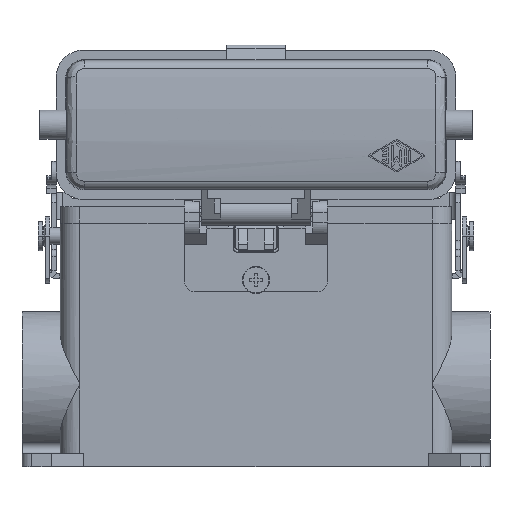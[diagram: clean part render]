
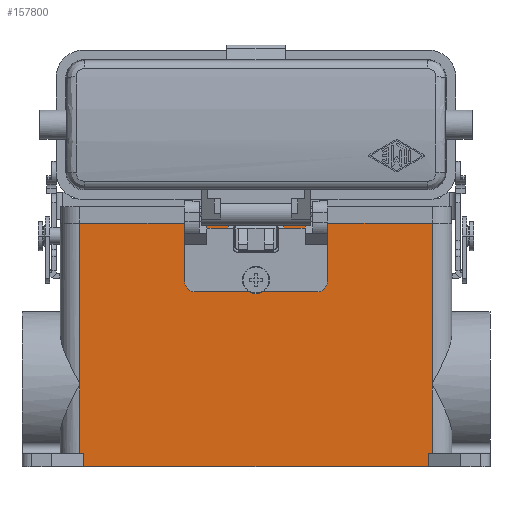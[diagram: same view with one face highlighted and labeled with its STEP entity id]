
A CAD part, left-side view. The second image highlights one B-rep face of the part: STEP entity #157800.
In plain terms, the highlighted face is planar.
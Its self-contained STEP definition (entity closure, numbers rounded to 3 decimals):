
#26930=CARTESIAN_POINT('',(-8.5,22.25,4.));
#26940=VERTEX_POINT('',#26930);
#26970=CARTESIAN_POINT('',(-8.5,22.25,0.));
#26980=DIRECTION('',(0.,0.,-1.));
#26990=VECTOR('',#26980,1.);
#27000=LINE('',#26970,#26990);
#27010=CARTESIAN_POINT('',(-8.5,22.25,2.4));
#27020=VERTEX_POINT('',#27010);
#27030=EDGE_CURVE('',#26940,#27020,#27000,.T.);
#42830=CARTESIAN_POINT('',(-18.9,22.25,-17.1));
#42840=VERTEX_POINT('',#42830);
#42870=CARTESIAN_POINT('',(0.,22.25,-17.1));
#42880=DIRECTION('',(1.,0.,0.));
#42890=VECTOR('',#42880,1.);
#42900=LINE('',#42870,#42890);
#42910=CARTESIAN_POINT('',(18.9,22.25,-17.1));
#42920=VERTEX_POINT('',#42910);
#42930=EDGE_CURVE('',#42840,#42920,#42900,.T.);
#49340=CARTESIAN_POINT('',(21.9,22.25,-14.1));
#49350=VERTEX_POINT('',#49340);
#49460=CARTESIAN_POINT('',(18.9,22.25,-14.1));
#49470=DIRECTION('',(0.,1.,0.));
#49480=DIRECTION('',(1.,0.,0.));
#49490=AXIS2_PLACEMENT_3D('',#49460,#49470,#49480);
#49500=CIRCLE('',#49490,3.);
#49510=EDGE_CURVE('',#49350,#42920,#49500,.T.);
#75040=CARTESIAN_POINT('',(54.25,22.25,-67.));
#75050=VERTEX_POINT('',#75040);
#75080=CARTESIAN_POINT('',(53.,22.25,-67.));
#75090=DIRECTION('',(1.,0.,0.));
#75100=VECTOR('',#75090,1.25);
#75110=LINE('',#75080,#75100);
#75120=CARTESIAN_POINT('',(53.,22.25,-67.));
#75130=VERTEX_POINT('',#75120);
#75140=EDGE_CURVE('',#75130,#75050,#75110,.T.);
#79720=CARTESIAN_POINT('',(-54.25,22.25,-45.5));
#79730=VERTEX_POINT('',#79720);
#79760=CARTESIAN_POINT('',(-54.25,22.25,-71.));
#79770=DIRECTION('',(0.,0.,1.));
#79780=VECTOR('',#79770,1.);
#79790=LINE('',#79760,#79780);
#79800=CARTESIAN_POINT('',(-54.25,22.25,4.));
#79810=VERTEX_POINT('',#79800);
#79820=EDGE_CURVE('',#79730,#79810,#79790,.T.);
#80390=CARTESIAN_POINT('',(-21.9,22.25,-14.1));
#80400=VERTEX_POINT('',#80390);
#80430=CARTESIAN_POINT('',(-18.9,22.25,-14.1));
#80440=DIRECTION('',(0.,-1.,0.));
#80450=DIRECTION('',(-1.,0.,0.));
#80460=AXIS2_PLACEMENT_3D('',#80430,#80440,#80450);
#80470=CIRCLE('',#80460,3.);
#80480=EDGE_CURVE('',#80400,#42840,#80470,.T.);
#89270=CARTESIAN_POINT('',(21.9,22.25,2.4));
#89280=VERTEX_POINT('',#89270);
#89310=CARTESIAN_POINT('',(0.,22.25,2.4));
#89320=DIRECTION('',(-1.,0.,0.));
#89330=VECTOR('',#89320,1.);
#89340=LINE('',#89310,#89330);
#89350=CARTESIAN_POINT('',(8.5,22.25,2.4));
#89360=VERTEX_POINT('',#89350);
#89370=EDGE_CURVE('',#89280,#89360,#89340,.T.);
#106570=CARTESIAN_POINT('',(-21.9,22.25,2.4));
#106580=VERTEX_POINT('',#106570);
#106700=CARTESIAN_POINT('',(0.,22.25,2.4));
#106710=DIRECTION('',(-1.,0.,0.));
#106720=VECTOR('',#106710,1.);
#106730=LINE('',#106700,#106720);
#106740=EDGE_CURVE('',#27020,#106580,#106730,.T.);
#115290=CARTESIAN_POINT('',(21.9,22.25,0.));
#115300=DIRECTION('',(0.,0.,1.));
#115310=VECTOR('',#115300,1.);
#115320=LINE('',#115290,#115310);
#115330=EDGE_CURVE('',#49350,#89280,#115320,.T.);
#125360=CARTESIAN_POINT('',(-53.,22.25,-67.));
#125370=VERTEX_POINT('',#125360);
#125400=CARTESIAN_POINT('',(-54.25,22.25,-67.));
#125410=DIRECTION('',(1.,0.,0.));
#125420=VECTOR('',#125410,1.25);
#125430=LINE('',#125400,#125420);
#125440=CARTESIAN_POINT('',(-54.25,22.25,-67.));
#125450=VERTEX_POINT('',#125440);
#125460=EDGE_CURVE('',#125450,#125370,#125430,.T.);
#127380=CARTESIAN_POINT('',(53.,22.25,-71.));
#127390=VERTEX_POINT('',#127380);
#127420=CARTESIAN_POINT('',(-53.,22.25,-71.));
#127430=DIRECTION('',(1.,0.,0.));
#127440=VECTOR('',#127430,106.);
#127450=LINE('',#127420,#127440);
#127460=CARTESIAN_POINT('',(-53.,22.25,-71.));
#127470=VERTEX_POINT('',#127460);
#127480=EDGE_CURVE('',#127470,#127390,#127450,.T.);
#128770=CARTESIAN_POINT('',(54.25,22.25,-45.5));
#128780=VERTEX_POINT('',#128770);
#136590=CARTESIAN_POINT('',(54.25,22.25,4.));
#136600=VERTEX_POINT('',#136590);
#136630=CARTESIAN_POINT('',(54.25,22.25,-71.));
#136640=DIRECTION('',(0.,0.,1.));
#136650=VECTOR('',#136640,1.);
#136660=LINE('',#136630,#136650);
#136670=EDGE_CURVE('',#128780,#136600,#136660,.T.);
#136900=CARTESIAN_POINT('',(-54.25,22.25,4.));
#136910=DIRECTION('',(1.,0.,0.));
#136920=VECTOR('',#136910,108.5);
#136930=LINE('',#136900,#136920);
#136940=EDGE_CURVE('',#79810,#26940,#136930,.T.);
#137730=CARTESIAN_POINT('',(8.5,22.25,4.));
#137740=VERTEX_POINT('',#137730);
#137770=EDGE_CURVE('',#137740,#136600,#136930,.T.);
#157270=EDGE_CURVE('',#125450,#79730,#79790,.T.);
#157320=CARTESIAN_POINT('',(-53.,22.25,-71.));
#157330=DIRECTION('',(0.,1.,0.));
#157340=DIRECTION('',(0.,0.,1.));
#157350=AXIS2_PLACEMENT_3D('',#157320,#157330,#157340);
#157360=PLANE('',#157350);
#157370=ORIENTED_EDGE('',*,*,#75140,.F.);
#157380=EDGE_CURVE('',#75050,#128780,#136660,.T.);
#157390=ORIENTED_EDGE('',*,*,#157380,.F.);
#157400=ORIENTED_EDGE('',*,*,#136670,.F.);
#157410=ORIENTED_EDGE('',*,*,#137770,.T.);
#157420=CARTESIAN_POINT('',(8.5,22.25,0.));
#157430=DIRECTION('',(0.,0.,-1.));
#157440=VECTOR('',#157430,1.);
#157450=LINE('',#157420,#157440);
#157460=EDGE_CURVE('',#137740,#89360,#157450,.T.);
#157470=ORIENTED_EDGE('',*,*,#157460,.F.);
#157480=ORIENTED_EDGE('',*,*,#89370,.T.);
#157490=ORIENTED_EDGE('',*,*,#115330,.T.);
#157500=ORIENTED_EDGE('',*,*,#49510,.F.);
#157510=ORIENTED_EDGE('',*,*,#42930,.T.);
#157520=ORIENTED_EDGE('',*,*,#80480,.T.);
#157530=CARTESIAN_POINT('',(-21.9,22.25,0.));
#157540=DIRECTION('',(0.,0.,1.));
#157550=VECTOR('',#157540,1.);
#157560=LINE('',#157530,#157550);
#157570=EDGE_CURVE('',#80400,#106580,#157560,.T.);
#157580=ORIENTED_EDGE('',*,*,#157570,.F.);
#157590=ORIENTED_EDGE('',*,*,#106740,.T.);
#157600=ORIENTED_EDGE('',*,*,#27030,.T.);
#157610=ORIENTED_EDGE('',*,*,#136940,.T.);
#157620=ORIENTED_EDGE('',*,*,#79820,.T.);
#157630=ORIENTED_EDGE('',*,*,#157270,.T.);
#157640=ORIENTED_EDGE('',*,*,#125460,.F.);
#157650=CARTESIAN_POINT('',(-53.,22.25,-71.));
#157660=DIRECTION('',(0.,0.,1.));
#157670=VECTOR('',#157660,4.);
#157680=LINE('',#157650,#157670);
#157690=EDGE_CURVE('',#127470,#125370,#157680,.T.);
#157700=ORIENTED_EDGE('',*,*,#157690,.T.);
#157710=ORIENTED_EDGE('',*,*,#127480,.F.);
#157720=CARTESIAN_POINT('',(53.,22.25,-71.));
#157730=DIRECTION('',(0.,0.,1.));
#157740=VECTOR('',#157730,4.);
#157750=LINE('',#157720,#157740);
#157760=EDGE_CURVE('',#127390,#75130,#157750,.T.);
#157770=ORIENTED_EDGE('',*,*,#157760,.F.);
#157780=EDGE_LOOP('',(#157770,#157710,#157700,#157640,#157630,#157620,
#157610,#157600,#157590,#157580,#157520,#157510,#157500,#157490,#157480,
#157470,#157410,#157400,#157390,#157370));
#157790=FACE_OUTER_BOUND('',#157780,.T.);
#157800=ADVANCED_FACE('',(#157790),#157360,.T.);
